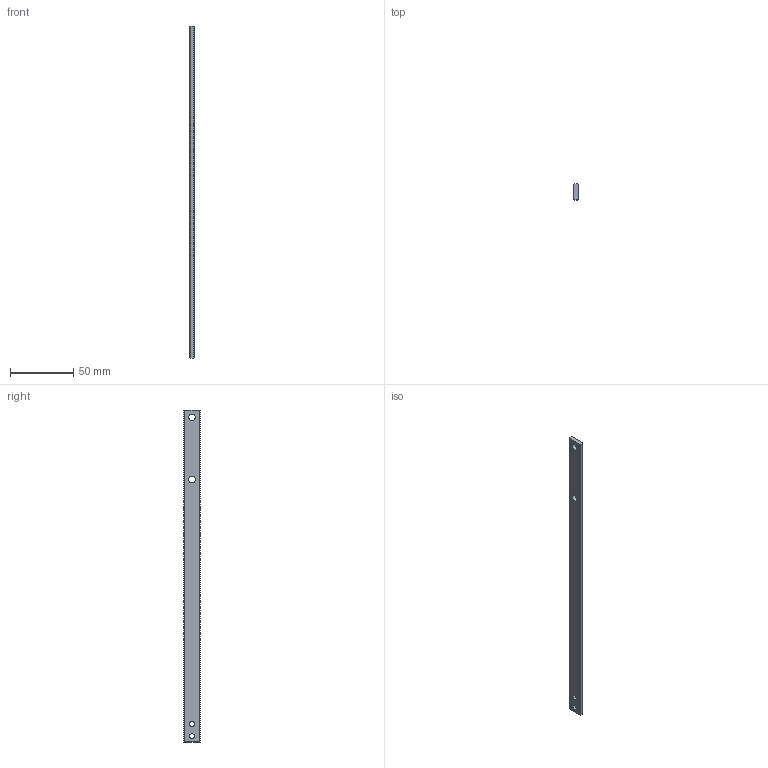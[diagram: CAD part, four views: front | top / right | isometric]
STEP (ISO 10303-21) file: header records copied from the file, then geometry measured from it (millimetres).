
FILE_DESCRIPTION(/* description */ ('Alibre Inc.'),/* implementation_level */ '2;1');
FILE_NAME(/* name */ 'export-413CB9C0-011B-405F-A5BC-50BF35DA0382',/* time_stamp */ '2021-09-12T15:10:44-04:00',/* author */ (''),/* organization */ (''),/* preprocessor_version */ 'ST-DEVELOPER v17',/* originating_system */ 'Alibre',/* authorisation */ '');
FILE_SCHEMA (('AUTOMOTIVE_DESIGN'));
Length unit declared in the file: centimetre
Bounding box: 3.17 x 12.7 x 261.72 mm (x, y, z)
Volume: 10198.3 mm3; surface area: 8118.1 mm2
Topology: 1 solids, 1 shells, 16 faces, 42 edges, 28 vertices
Faces by surface type: plane 12, cylinder 4
Full cylindrical faces by diameter (mm): 4.039 x2, 5.207 x2
Entity records: 457 total; most frequent: CARTESIAN_POINT 74, ORIENTED_EDGE 68, DIRECTION 62, EDGE_CURVE 34, EDGE_LOOP 28, FACE_BOUND 28, VECTOR 26, LINE 26
